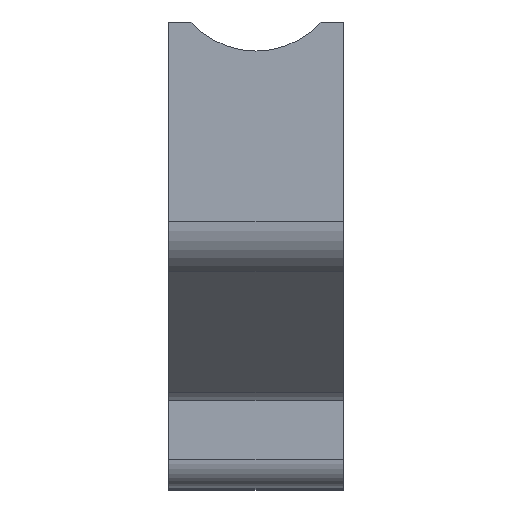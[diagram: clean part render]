
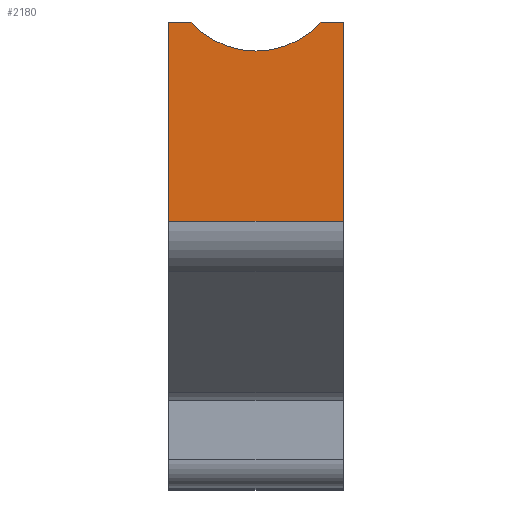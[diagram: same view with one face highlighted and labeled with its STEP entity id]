
A CAD part, top view. The second image highlights one B-rep face of the part: STEP entity #2180.
In plain terms, the highlighted planar face has unit normal (0, 0, 1).
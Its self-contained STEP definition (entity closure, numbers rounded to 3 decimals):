
#114=CIRCLE('',#2309,3.);
#197=FACE_OUTER_BOUND('',#318,.T.);
#318=EDGE_LOOP('',(#1887,#1888,#1889,#1890,#1891,#1892));
#387=LINE('',#3110,#642);
#452=LINE('',#3294,#707);
#519=LINE('',#3471,#774);
#574=LINE('',#3582,#829);
#575=LINE('',#3584,#830);
#642=VECTOR('',#2478,10.);
#707=VECTOR('',#2607,10.);
#774=VECTOR('',#2746,10.);
#829=VECTOR('',#2913,10.);
#830=VECTOR('',#2916,10.);
#903=VERTEX_POINT('',#3107);
#904=VERTEX_POINT('',#3109);
#990=VERTEX_POINT('',#3291);
#991=VERTEX_POINT('',#3293);
#1062=VERTEX_POINT('',#3458);
#1064=VERTEX_POINT('',#3461);
#1115=EDGE_CURVE('',#903,#904,#387,.T.);
#1207=EDGE_CURVE('',#990,#991,#452,.T.);
#1291=EDGE_CURVE('',#1064,#1062,#114,.T.);
#1297=EDGE_CURVE('',#1064,#903,#519,.T.);
#1352=EDGE_CURVE('',#990,#904,#574,.T.);
#1353=EDGE_CURVE('',#991,#1062,#575,.T.);
#1887=ORIENTED_EDGE('',*,*,#1291,.T.);
#1888=ORIENTED_EDGE('',*,*,#1353,.F.);
#1889=ORIENTED_EDGE('',*,*,#1207,.F.);
#1890=ORIENTED_EDGE('',*,*,#1352,.T.);
#1891=ORIENTED_EDGE('',*,*,#1115,.F.);
#1892=ORIENTED_EDGE('',*,*,#1297,.F.);
#2079=PLANE('',#2369);
#2180=ADVANCED_FACE('',(#197),#2079,.T.);
#2309=AXIS2_PLACEMENT_3D('',#3462,#2734,#2735);
#2369=AXIS2_PLACEMENT_3D('',#3583,#2914,#2915);
#2478=DIRECTION('',(0.,-1.,0.));
#2607=DIRECTION('',(0.,1.,0.));
#2734=DIRECTION('center_axis',(0.,0.,-1.));
#2735=DIRECTION('ref_axis',(1.,0.,0.));
#2746=DIRECTION('',(1.,0.,0.));
#2913=DIRECTION('',(1.,0.,0.));
#2914=DIRECTION('center_axis',(0.,0.,1.));
#2915=DIRECTION('ref_axis',(0.,-1.,0.));
#2916=DIRECTION('',(1.,0.,0.));
#3107=CARTESIAN_POINT('',(3.,10.,30.));
#3109=CARTESIAN_POINT('',(3.,3.155,30.));
#3110=CARTESIAN_POINT('',(3.,10.,30.));
#3291=CARTESIAN_POINT('',(-3.,3.155,30.));
#3293=CARTESIAN_POINT('',(-3.,10.,30.));
#3294=CARTESIAN_POINT('',(-3.,10.,30.));
#3458=CARTESIAN_POINT('',(-2.236,10.,30.));
#3461=CARTESIAN_POINT('',(2.236,10.,30.));
#3462=CARTESIAN_POINT('Origin',(0.,12.,30.));
#3471=CARTESIAN_POINT('',(0.,10.,30.));
#3582=CARTESIAN_POINT('',(0.,3.155,30.));
#3583=CARTESIAN_POINT('Origin',(0.,10.,30.));
#3584=CARTESIAN_POINT('',(0.,10.,30.));
